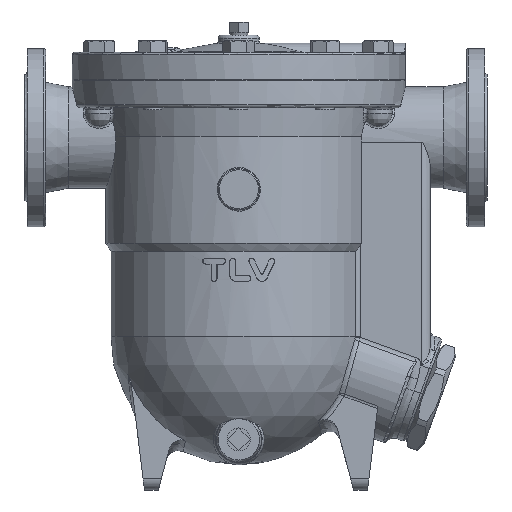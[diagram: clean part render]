
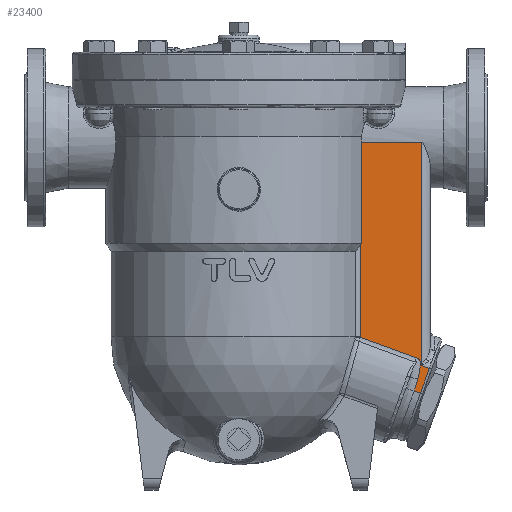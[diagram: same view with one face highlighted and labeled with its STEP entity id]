
A CAD part, front view. The second image highlights one B-rep face of the part: STEP entity #23400.
In plain terms, the highlighted planar face has unit normal (0, -1, 0).
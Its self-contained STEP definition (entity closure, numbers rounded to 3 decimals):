
#5523=CARTESIAN_POINT('',(106.791,-44.0,-142.));
#5524=VERTEX_POINT('',#5523);
#5532=CARTESIAN_POINT('',(106.791,-44.0,-54.025));
#5533=VERTEX_POINT('',#5532);
#5534=CARTESIAN_POINT('',(106.791,-44.0,-142.));
#5535=DIRECTION('',(0.0,0.0,1.0));
#5536=VECTOR('',#5535,87.975);
#5537=LINE('',#5534,#5536);
#5538=EDGE_CURVE('',#5524,#5533,#5537,.T.);
#22463=CARTESIAN_POINT('',(105.691,-44.,-223.805));
#22464=VERTEX_POINT('',#22463);
#22568=CARTESIAN_POINT('',(105.694,-44.0,-223.));
#22569=VERTEX_POINT('',#22568);
#22579=CARTESIAN_POINT('',(0.0,-44.0,-223.0));
#22580=DIRECTION('',(0.0,-1.,0.0));
#22581=DIRECTION('',(-1.,0.0,0.008));
#22582=AXIS2_PLACEMENT_3D('',#22579,#22580,#22581);
#22583=CIRCLE('',#22582,105.694);
#22584=EDGE_CURVE('',#22464,#22569,#22583,.T.);
#22634=CARTESIAN_POINT('',(105.694,-44.,-143.755));
#22635=VERTEX_POINT('',#22634);
#22659=CARTESIAN_POINT('',(105.694,-44.0,-223.));
#22660=DIRECTION('',(0.0,0.0,1.0));
#22661=VECTOR('',#22660,79.245);
#22662=LINE('',#22659,#22661);
#22663=EDGE_CURVE('',#22569,#22635,#22662,.T.);
#22857=CARTESIAN_POINT('',(105.694,-44.,-143.755));
#22858=CARTESIAN_POINT('',(106.24,-44.,-142.882));
#22859=CARTESIAN_POINT('',(106.791,-44.,-142.));
#22867=(BOUNDED_CURVE()B_SPLINE_CURVE(2,(#22857,#22858,#22859),.UNSPECIFIED.,.F.,.U.)B_SPLINE_CURVE_WITH_KNOTS((3,3),(0.614,0.818),.UNSPECIFIED.)CURVE()GEOMETRIC_REPRESENTATION_ITEM()RATIONAL_B_SPLINE_CURVE((1.,1.,1.0))REPRESENTATION_ITEM(''));
#22868=EDGE_CURVE('',#22635,#5524,#22867,.T.);
#22924=CARTESIAN_POINT('',(154.494,-44.0,-241.568));
#22925=VERTEX_POINT('',#22924);
#22933=CARTESIAN_POINT('',(154.494,-44.0,-241.568));
#22934=DIRECTION('',(-0.94,0.,0.342));
#22935=VECTOR('',#22934,51.935);
#22936=LINE('',#22933,#22935);
#22937=EDGE_CURVE('',#22925,#22464,#22936,.T.);
#23162=CARTESIAN_POINT('',(155.677,-44.0,-260.186));
#23163=VERTEX_POINT('',#23162);
#23171=CARTESIAN_POINT('',(155.677,-44.,-260.186));
#23172=CARTESIAN_POINT('',(155.91,-44.,-259.247));
#23173=CARTESIAN_POINT('',(156.158,-44.,-258.187));
#23174=CARTESIAN_POINT('',(156.417,-44.,-257.004));
#23175=CARTESIAN_POINT('',(156.519,-44.,-256.531));
#23176=CARTESIAN_POINT('',(156.693,-44.,-255.701));
#23177=CARTESIAN_POINT('',(157.025,-44.,-254.039));
#23178=CARTESIAN_POINT('',(157.335,-44.,-252.29));
#23179=CARTESIAN_POINT('',(157.537,-44.,-250.934));
#23180=CARTESIAN_POINT('',(157.604,-44.,-250.454));
#23181=CARTESIAN_POINT('',(157.647,-44.,-250.135));
#23182=CARTESIAN_POINT('',(157.698,-44.,-249.735));
#23183=CARTESIAN_POINT('',(157.753,-44.,-249.254));
#23184=CARTESIAN_POINT('',(157.803,-44.,-248.773));
#23185=CARTESIAN_POINT('',(157.847,-44.,-248.29));
#23186=CARTESIAN_POINT('',(157.882,-44.,-247.807));
#23187=CARTESIAN_POINT('',(157.907,-44.,-247.324));
#23188=CARTESIAN_POINT('',(157.92,-44.,-246.84));
#23189=CARTESIAN_POINT('',(157.917,-44.,-246.437));
#23190=CARTESIAN_POINT('',(157.905,-44.,-246.114));
#23191=CARTESIAN_POINT('',(157.885,-44.,-245.792));
#23192=CARTESIAN_POINT('',(157.841,-44.,-245.39));
#23193=CARTESIAN_POINT('',(157.752,-44.,-244.915));
#23194=CARTESIAN_POINT('',(157.614,-44.,-244.448));
#23195=CARTESIAN_POINT('',(157.423,-44.,-244.002));
#23196=CARTESIAN_POINT('',(157.181,-44.,-243.579));
#23197=CARTESIAN_POINT('',(156.694,-44.,-242.922));
#23198=CARTESIAN_POINT('',(156.113,-44.,-242.413));
#23199=CARTESIAN_POINT('',(155.282,-44.,-241.897));
#23200=CARTESIAN_POINT('',(154.835,-44.0,-241.692));
#23201=CARTESIAN_POINT('',(154.494,-44.0,-241.568));
#23202=B_SPLINE_CURVE_WITH_KNOTS('',3,(#23171,#23172,#23173,#23174,#23175,#23176,#23177,#23178,#23179,#23180,#23181,#23182,#23183,#23184,#23185,#23186,#23187,#23188,#23189,#23190,#23191,#23192,#23193,#23194,#23195,#23196,#23197,#23198,#23199,#23200,#23201),.UNSPECIFIED.,.F.,.U.,(4,1,1,1,1,1,1,1,1,1,1,1,1,1,1,1,1,1,1,1,1,1,1,1,1,1,1,1,4),(-2.032,-1.742,-1.706,-1.669,-1.597,-1.452,-1.161,-1.065,-1.04,-1.016,-0.968,-0.919,-0.871,-0.823,-0.774,-0.726,-0.677,-0.629,-0.605,-0.581,-0.532,-0.484,-0.435,-0.387,-0.339,-0.29,-0.145,-0.109,0.0),.UNSPECIFIED.);
#23203=EDGE_CURVE('',#23163,#22925,#23202,.T.);
#23279=CARTESIAN_POINT('',(152.462,-44.0,-270.492));
#23280=VERTEX_POINT('',#23279);
#23328=CARTESIAN_POINT('',(152.462,-44.0,-270.492));
#23329=CARTESIAN_POINT('',(153.166,-44.0,-268.559));
#23330=CARTESIAN_POINT('',(154.323,-44.0,-265.149));
#23331=CARTESIAN_POINT('',(155.306,-44.0,-261.683));
#23332=CARTESIAN_POINT('',(155.677,-44.0,-260.186));
#23333=B_SPLINE_CURVE_WITH_KNOTS('',3,(#23328,#23329,#23330,#23331,#23332),.UNSPECIFIED.,.F.,.U.,(4,1,4),(-13.869,-13.252,-12.789),.UNSPECIFIED.);
#23334=EDGE_CURVE('',#23280,#23163,#23333,.T.);
#23348=CARTESIAN_POINT('',(135.389,-44.0,-150.146));
#23349=DIRECTION('',(0.0,1.0,0.0));
#23350=DIRECTION('',(0.0,0.0,1.0));
#23351=AXIS2_PLACEMENT_3D('',#23348,#23349,#23350);
#23352=PLANE('',#23351);
#23353=ORIENTED_EDGE('',*,*,#22584,.F.);
#23354=ORIENTED_EDGE('',*,*,#22937,.F.);
#23355=ORIENTED_EDGE('',*,*,#23203,.F.);
#23356=ORIENTED_EDGE('',*,*,#23334,.F.);
#23357=CARTESIAN_POINT('',(157.868,-44.0,-272.459));
#23358=VERTEX_POINT('',#23357);
#23359=CARTESIAN_POINT('',(157.868,-44.0,-272.459));
#23360=DIRECTION('',(-0.94,0.0,0.342));
#23361=VECTOR('',#23360,5.753);
#23362=LINE('',#23359,#23361);
#23363=EDGE_CURVE('',#23358,#23280,#23362,.T.);
#23364=ORIENTED_EDGE('',*,*,#23363,.F.);
#23365=CARTESIAN_POINT('',(165.705,-44.0,-250.928));
#23366=VERTEX_POINT('',#23365);
#23367=CARTESIAN_POINT('',(165.705,-44.0,-250.928));
#23368=DIRECTION('',(-0.342,0.0,-0.94));
#23369=VECTOR('',#23368,22.913);
#23370=LINE('',#23367,#23369);
#23371=EDGE_CURVE('',#23366,#23358,#23370,.T.);
#23372=ORIENTED_EDGE('',*,*,#23371,.F.);
#23373=CARTESIAN_POINT('',(158.5,-44.0,-248.306));
#23374=VERTEX_POINT('',#23373);
#23375=CARTESIAN_POINT('',(158.5,-44.0,-248.306));
#23376=DIRECTION('',(0.94,0.0,-0.342));
#23377=VECTOR('',#23376,7.667);
#23378=LINE('',#23375,#23377);
#23379=EDGE_CURVE('',#23374,#23366,#23378,.T.);
#23380=ORIENTED_EDGE('',*,*,#23379,.F.);
#23381=CARTESIAN_POINT('',(158.5,-44.0,-54.025));
#23382=VERTEX_POINT('',#23381);
#23383=CARTESIAN_POINT('',(158.5,-44.0,-54.025));
#23384=DIRECTION('',(0.0,0.0,-1.0));
#23385=VECTOR('',#23384,194.281);
#23386=LINE('',#23383,#23385);
#23387=EDGE_CURVE('',#23382,#23374,#23386,.T.);
#23388=ORIENTED_EDGE('',*,*,#23387,.F.);
#23389=CARTESIAN_POINT('',(106.791,-44.0,-54.025));
#23390=DIRECTION('',(1.0,0.0,0.0));
#23391=VECTOR('',#23390,51.709);
#23392=LINE('',#23389,#23391);
#23393=EDGE_CURVE('',#5533,#23382,#23392,.T.);
#23394=ORIENTED_EDGE('',*,*,#23393,.F.);
#23395=ORIENTED_EDGE('',*,*,#5538,.F.);
#23396=ORIENTED_EDGE('',*,*,#22868,.F.);
#23397=ORIENTED_EDGE('',*,*,#22663,.F.);
#23398=EDGE_LOOP('',(#23353,#23354,#23355,#23356,#23364,#23372,#23380,#23388,#23394,#23395,#23396,#23397));
#23399=FACE_OUTER_BOUND('',#23398,.T.);
#23400=ADVANCED_FACE('',(#23399),#23352,.F.);
